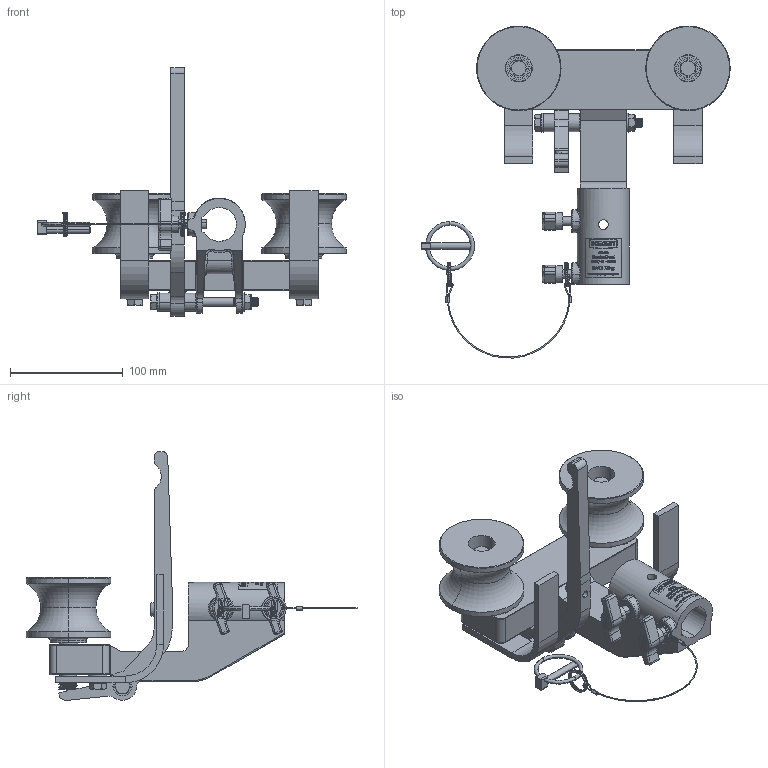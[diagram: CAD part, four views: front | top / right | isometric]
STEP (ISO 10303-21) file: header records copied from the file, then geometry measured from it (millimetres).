
FILE_DESCRIPTION (( 'STEP AP203' ), '1' );
FILE_NAME ('G1600.STEP', '2018-09-27T13:42:15', ( '' ), ( '' ), 'SwSTEP 2.0', 'SolidWorks 2016', '' );
FILE_SCHEMA (( 'CONFIG_CONTROL_DESIGN' ));
Length unit declared in the file: millimetre
Products named in the file (29): TH2923; S1426; Binx Nut_M8 YELL; T21000; TH3792; T28380; F628; G1600_LABEL; Hex Bolt_ISO 4016 - M8 x 90 x 22-WS; TH2935; TH2934; S3364; TH2932; A Washer_Bright washer BS 4320 - M8 (Form A); TH2933; TH2925; TH3825; TH2924; Hex Bolt_ISO 4016 - M8 x 85 x 25-WS; TH3739; G1600; S3603; TH3740; TH2936; S3348_COMPRESSED; B Washer_Bright washer BS 4320 - M8 (Form B); Hex Screw GradeC_Doughty Fastners_BS EN 24018 - M8 x 16-WS; Doughty Knob_S0127; S2605_Default2
Assembly tree (46 placements, depth 4):
  G1600
    TH2924
      TH2923
      F628  x4
    TH2925  x2
    Doughty Knob_S0127  x2
    TH3825  x2
      TH2936
        TH3739
        TH3740
        S3603  x2
      TH3792
    G1600_LABEL
    B Washer_Bright washer BS 4320 - M8 (Form B)  x2
    Hex Screw GradeC_Doughty Fastners_BS EN 24018 - M8 x 16-WS  x2
    A Washer_Bright washer BS 4320 - M8 (Form A)  x6
    Hex Bolt_ISO 4016 - M8 x 85 x 25-WS  x2
    Binx Nut_M8 YELL  x3
    TH2935
      TH2932
        TH2934
        TH2933
      S3364
    S3348_COMPRESSED
    Hex Bolt_ISO 4016 - M8 x 90 x 22-WS
    T28380
      S2605_Default2
      T21000
      S1426  x2
Bounding box: 273.5 x 294.3 x 220.63 mm (x, y, z)
Volume: 744874.9 mm3; surface area: 245890.9 mm2
Topology: 83 solids, 83 shells, 2923 faces, 7437 edges, 4782 vertices
Faces by surface type: plane 877, cylinder 782, bspline 556, cone 450, torus 182, sphere 76
Entity records: 121480 total; most frequent: CARTESIAN_POINT 69085, ORIENTED_EDGE 11072, DIRECTION 8735, EDGE_CURVE 5536, VERTEX_POINT 3576, AXIS2_PLACEMENT_3D 3443, EDGE_LOOP 2378, FACE_OUTER_BOUND 2174
